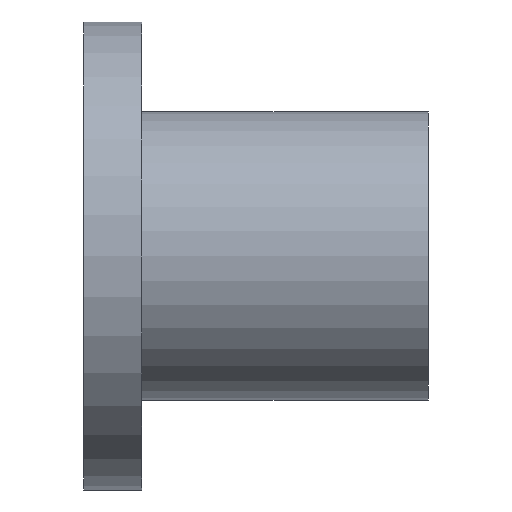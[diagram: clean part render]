
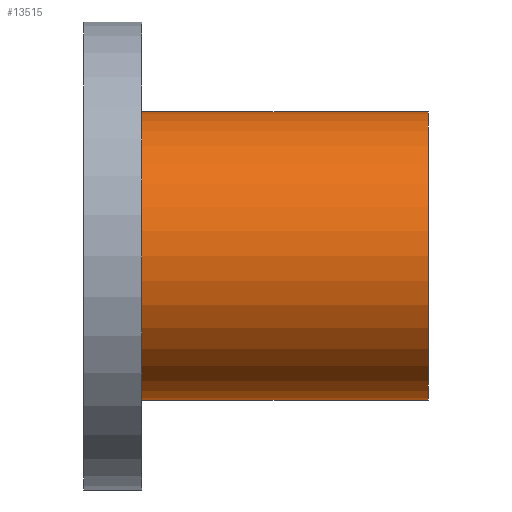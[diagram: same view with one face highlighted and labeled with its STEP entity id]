
A CAD part, front view. The second image highlights one B-rep face of the part: STEP entity #13515.
In plain terms, the highlighted cylindrical face has radius 7.94 mm (diameter 15.88 mm), a partial arc.
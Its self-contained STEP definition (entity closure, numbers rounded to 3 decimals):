
#16 = CARTESIAN_POINT ( 'NONE',  ( 19., 0., 0. ) ) ;
#274 = CARTESIAN_POINT ( 'NONE',  ( 3.2, 0., 7.94 ) ) ;
#453 = ORIENTED_EDGE ( 'NONE', *, *, #12483, .T. ) ;
#1530 = AXIS2_PLACEMENT_3D ( 'NONE', #16, #3379, #2429 ) ;
#1798 = CYLINDRICAL_SURFACE ( 'NONE', #14000, 7.94 ) ;
#2103 = CARTESIAN_POINT ( 'NONE',  ( 19., 0., 0. ) ) ;
#2429 = DIRECTION ( 'NONE',  ( 0., 0., -1. ) ) ;
#2473 = VERTEX_POINT ( 'NONE', #12317 ) ;
#2520 = EDGE_CURVE ( 'NONE', #4464, #8177, #4176, .T. ) ;
#3379 = DIRECTION ( 'NONE',  ( 1., 0., 0. ) ) ;
#3388 = FACE_OUTER_BOUND ( 'NONE', #7087, .T. ) ;
#4107 = AXIS2_PLACEMENT_3D ( 'NONE', #4228, #5353, #14526 ) ;
#4176 = CIRCLE ( 'NONE', #4107, 7.94 ) ;
#4228 = CARTESIAN_POINT ( 'NONE',  ( 3.2, 0., 0. ) ) ;
#4464 = VERTEX_POINT ( 'NONE', #274 ) ;
#5120 = CARTESIAN_POINT ( 'NONE',  ( 3.2, 0., -7.94 ) ) ;
#5353 = DIRECTION ( 'NONE',  ( 1., 0., 0. ) ) ;
#5698 = DIRECTION ( 'NONE',  ( -1., 0., 0. ) ) ;
#6698 = DIRECTION ( 'NONE',  ( 0., 0., 1. ) ) ;
#6919 = CARTESIAN_POINT ( 'NONE',  ( 19., 0., 7.94 ) ) ;
#7087 = EDGE_LOOP ( 'NONE', ( #7193, #11729, #453, #13352 ) ) ;
#7193 = ORIENTED_EDGE ( 'NONE', *, *, #9958, .F. ) ;
#7543 = LINE ( 'NONE', #6919, #9672 ) ;
#8177 = VERTEX_POINT ( 'NONE', #5120 ) ;
#9672 = VECTOR ( 'NONE', #11641, 1000. ) ;
#9883 = VECTOR ( 'NONE', #9950, 1000. ) ;
#9950 = DIRECTION ( 'NONE',  ( -1., 0., 0. ) ) ;
#9958 = EDGE_CURVE ( 'NONE', #2473, #8177, #12210, .T. ) ;
#10082 = EDGE_CURVE ( 'NONE', #12136, #2473, #11493, .T. ) ;
#11493 = CIRCLE ( 'NONE', #1530, 7.94 ) ;
#11641 = DIRECTION ( 'NONE',  ( -1., 0., 0. ) ) ;
#11729 = ORIENTED_EDGE ( 'NONE', *, *, #10082, .F. ) ;
#12136 = VERTEX_POINT ( 'NONE', #13209 ) ;
#12209 = CARTESIAN_POINT ( 'NONE',  ( 19., 0., -7.94 ) ) ;
#12210 = LINE ( 'NONE', #12209, #9883 ) ;
#12317 = CARTESIAN_POINT ( 'NONE',  ( 19., 0., -7.94 ) ) ;
#12483 = EDGE_CURVE ( 'NONE', #12136, #4464, #7543, .T. ) ;
#13209 = CARTESIAN_POINT ( 'NONE',  ( 19., 0., 7.94 ) ) ;
#13352 = ORIENTED_EDGE ( 'NONE', *, *, #2520, .T. ) ;
#13515 = ADVANCED_FACE ( 'NONE', ( #3388 ), #1798, .T. ) ;
#14000 = AXIS2_PLACEMENT_3D ( 'NONE', #2103, #5698, #6698 ) ;
#14526 = DIRECTION ( 'NONE',  ( 0., 0., -1. ) ) ;
